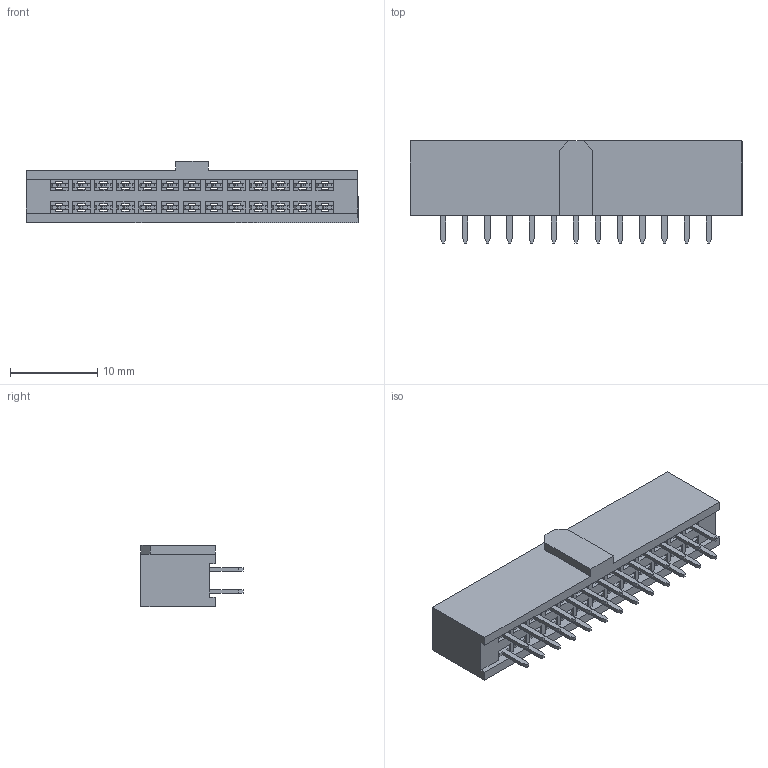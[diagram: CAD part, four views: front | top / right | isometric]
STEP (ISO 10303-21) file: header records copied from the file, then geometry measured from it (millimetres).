
FILE_DESCRIPTION (( 'STEP AP214' ), '1' );
FILE_NAME ('SFH11-PBPC-D13-ST-BK.STEP', '2023-04-26T08:22:11', ( '' ), ( '' ), 'SwSTEP 2.0', 'SolidWorks 2021', '' );
FILE_SCHEMA (( 'AUTOMOTIVE_DESIGN' ));
Length unit declared in the file: inch
Products named in the file (3): SFH11-xC-Dx-ST-BK body_13; SFH11-PBPC-D13-ST-BK; pin^SFH11-xC-Dx-ST-BK Ass
Assembly tree (27 placements, depth 2):
  SFH11-PBPC-D13-ST-BK
    SFH11-xC-Dx-ST-BK body_13
    pin^SFH11-xC-Dx-ST-BK Ass  x26
Bounding box: 38.1 x 11.71 x 7.01 mm (x, y, z)
Volume: 1485.5 mm3; surface area: 3334.2 mm2
Topology: 27 solids, 27 shells, 822 faces, 2304 edges, 1536 vertices
Faces by surface type: plane 666, cylinder 156
Entity records: 8503 total; most frequent: CARTESIAN_POINT 1492, ORIENTED_EDGE 1458, DIRECTION 1295, EDGE_CURVE 729, VECTOR 717, LINE 717, VERTEX_POINT 486, EDGE_LOOP 299
